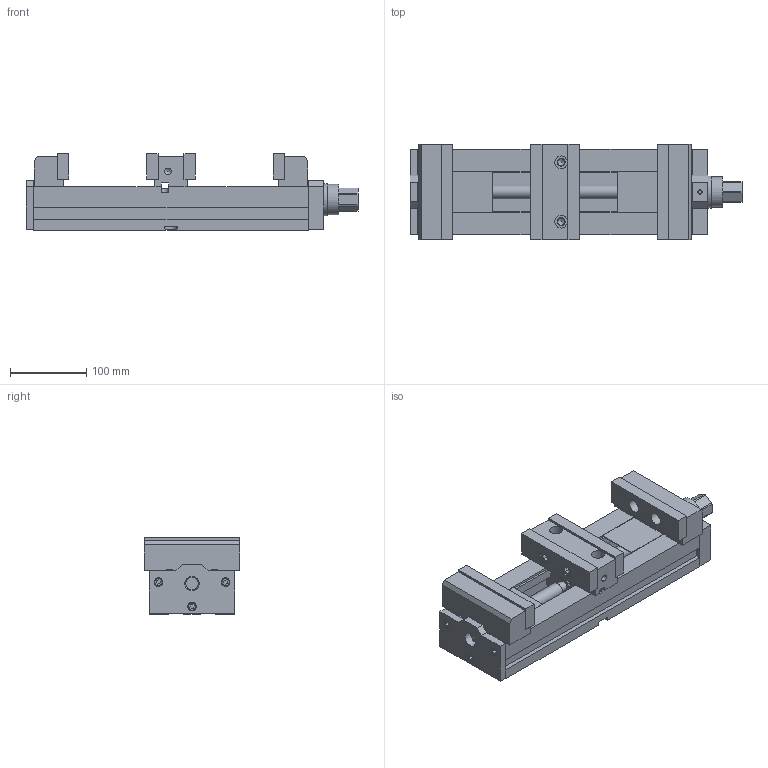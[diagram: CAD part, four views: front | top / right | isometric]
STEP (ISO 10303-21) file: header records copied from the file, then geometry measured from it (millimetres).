
FILE_DESCRIPTION(/* description */ (''),/* implementation_level */ '2;1');
FILE_NAME(/* name */ 'CFB_125_Mordaza.stp',/* time_stamp */ '2014-06-06T09:22:03+02:00',/* author */ (''),/* organization */ (''),/* preprocessor_version */ 'ST-DEVELOPER v15',/* originating_system */ 'SIEMENS PLM Software NX 9.0',/* authorisation */ '');
FILE_SCHEMA (('CONFIG_CONTROL_DESIGN'));
Length unit declared in the file: millimetre
Products named in the file (1): CFB_125_Mordaza
Bounding box: 435 x 125 x 100 mm (x, y, z)
Volume: 2578342.1 mm3; surface area: 463545.4 mm2
Topology: 33 solids, 33 shells, 635 faces, 1505 edges, 992 vertices
Faces by surface type: plane 417, cylinder 139, cone 79
Full cylindrical faces by diameter (mm): 2.459 x1, 3.432 x2, 4.351 x2, 4.5 x1, 5.188 x11, 5.795 x9, 6.1 x6, 8.1 x4, 8.782 x10, 10 x10, 10.5 x10, 11 x6, 12 x2, 13 x2, 15 x4, 16 x1, 16.2 x2, 16.5 x2, 17 x8, 17.97 x1, 18 x2, 19 x4, 19.1 x1, 22 x5, 24 x2, 25.5 x2, 28 x5, 30 x3, 38 x2, 40 x1
Entity records: 16810 total; most frequent: CARTESIAN_POINT 2924, DIRECTION 2828, ORIENTED_EDGE 2438, EDGE_CURVE 1219, AXIS2_PLACEMENT_3D 977, EDGE_LOOP 960, VERTEX_POINT 937, LINE 874
